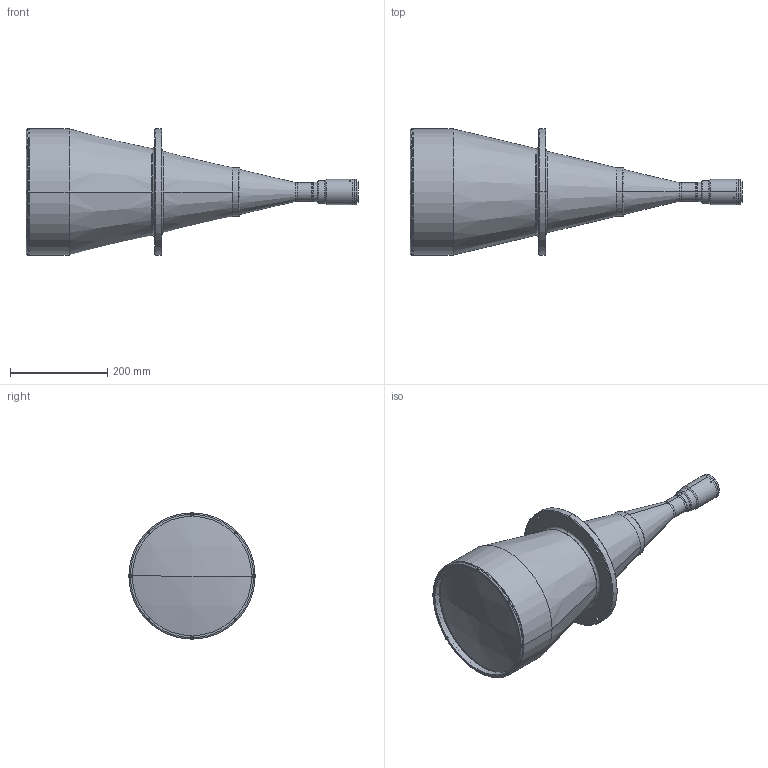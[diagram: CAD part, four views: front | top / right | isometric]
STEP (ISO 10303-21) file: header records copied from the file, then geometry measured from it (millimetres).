
FILE_DESCRIPTION (( 'STEP AP203' ), '1' );
FILE_NAME ('DP71452_TC4MHR192-E.step', '2021-10-06T09:37:47', ( '' ), ( '' ), 'SwSTEP 2.0', 'SolidWorks 2021', '' );
FILE_SCHEMA (( 'CONFIG_CONTROL_DESIGN' ));
Length unit declared in the file: millimetre
Products named in the file (1): DP71452_TC4MHR192-E
Bounding box: 683.95 x 260 x 260 mm (x, y, z)
Surface area: 472888.5 mm2 (no closed solid volume)
Topology: 0 solids, 29 shells, 214 faces, 667 edges, 470 vertices
Faces by surface type: cylinder 76, plane 74, torus 36, cone 26, sphere 2
Entity records: 8006 total; most frequent: CARTESIAN_POINT 1854, DIRECTION 1375, ORIENTED_EDGE 1056, EDGE_CURVE 661, AXIS2_PLACEMENT_3D 531, VERTEX_POINT 470, CIRCLE 316, LINE 313
